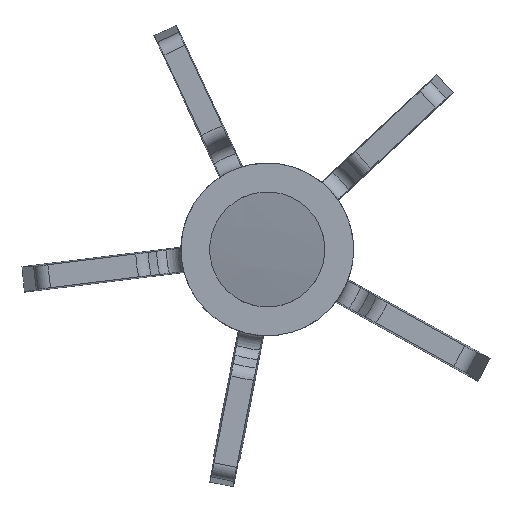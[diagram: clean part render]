
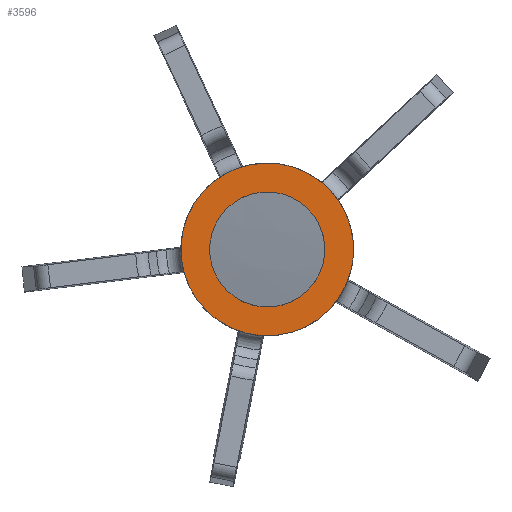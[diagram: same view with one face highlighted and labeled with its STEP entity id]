
A CAD part, front view. The second image highlights one B-rep face of the part: STEP entity #3596.
In plain terms, the highlighted planar face has unit normal (0, -1, 0).
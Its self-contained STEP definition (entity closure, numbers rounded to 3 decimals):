
#3596 = ADVANCED_FACE('',(#3597,#3638),#3612,.T.);
#3597 = FACE_BOUND('',#3598,.T.);
#3598 = EDGE_LOOP('',(#3599,#3623));
#3599 = ORIENTED_EDGE('',*,*,#3600,.T.);
#3600 = EDGE_CURVE('',#3601,#3603,#3605,.T.);
#3601 = VERTEX_POINT('',#3602);
#3602 = CARTESIAN_POINT('',(1326.346,-755.457,
    1500.342));
#3603 = VERTEX_POINT('',#3604);
#3604 = CARTESIAN_POINT('',(1320.736,-755.457,
    1498.271));
#3605 = SURFACE_CURVE('',#3606,(#3611),.PCURVE_S1.);
#3606 = CIRCLE('',#3607,3.);
#3607 = AXIS2_PLACEMENT_3D('',#3608,#3609,#3610);
#3608 = CARTESIAN_POINT('',(1323.627,-755.457,
    1499.074));
#3609 = DIRECTION('',(0.,-1.,0.));
#3610 = DIRECTION('',(0.906,0.,0.423));
#3611 = PCURVE('',#3612,#3617);
#3612 = PLANE('',#3613);
#3613 = AXIS2_PLACEMENT_3D('',#3614,#3615,#3616);
#3614 = CARTESIAN_POINT('',(1323.627,-755.457,
    1499.074));
#3615 = DIRECTION('',(0.,-1.,0.));
#3616 = DIRECTION('',(0.906,0.,0.423));
#3617 = DEFINITIONAL_REPRESENTATION('',(#3618),#3622);
#3618 = CIRCLE('',#3619,3.);
#3619 = AXIS2_PLACEMENT_2D('',#3620,#3621);
#3620 = CARTESIAN_POINT('',(0.,0.));
#3621 = DIRECTION('',(1.,0.));
#3622 = ( GEOMETRIC_REPRESENTATION_CONTEXT(2) 
PARAMETRIC_REPRESENTATION_CONTEXT() REPRESENTATION_CONTEXT('2D SPACE',''
  ) );
#3623 = ORIENTED_EDGE('',*,*,#3624,.T.);
#3624 = EDGE_CURVE('',#3603,#3601,#3625,.T.);
#3625 = SURFACE_CURVE('',#3626,(#3631),.PCURVE_S1.);
#3626 = CIRCLE('',#3627,3.);
#3627 = AXIS2_PLACEMENT_3D('',#3628,#3629,#3630);
#3628 = CARTESIAN_POINT('',(1323.627,-755.457,
    1499.074));
#3629 = DIRECTION('',(0.,-1.,0.));
#3630 = DIRECTION('',(0.906,0.,0.423));
#3631 = PCURVE('',#3612,#3632);
#3632 = DEFINITIONAL_REPRESENTATION('',(#3633),#3637);
#3633 = CIRCLE('',#3634,3.);
#3634 = AXIS2_PLACEMENT_2D('',#3635,#3636);
#3635 = CARTESIAN_POINT('',(0.,0.));
#3636 = DIRECTION('',(1.,0.));
#3637 = ( GEOMETRIC_REPRESENTATION_CONTEXT(2) 
PARAMETRIC_REPRESENTATION_CONTEXT() REPRESENTATION_CONTEXT('2D SPACE',''
  ) );
#3638 = FACE_BOUND('',#3639,.T.);
#3639 = EDGE_LOOP('',(#3640,#3659));
#3640 = ORIENTED_EDGE('',*,*,#3641,.F.);
#3641 = EDGE_CURVE('',#3642,#3644,#3646,.T.);
#3642 = VERTEX_POINT('',#3643);
#3643 = CARTESIAN_POINT('',(1325.439,-755.457,
    1499.919));
#3644 = VERTEX_POINT('',#3645);
#3645 = CARTESIAN_POINT('',(1321.814,-755.457,
    1498.228));
#3646 = SURFACE_CURVE('',#3647,(#3652),.PCURVE_S1.);
#3647 = CIRCLE('',#3648,2.);
#3648 = AXIS2_PLACEMENT_3D('',#3649,#3650,#3651);
#3649 = CARTESIAN_POINT('',(1323.627,-755.457,
    1499.074));
#3650 = DIRECTION('',(0.,-1.,0.));
#3651 = DIRECTION('',(0.906,0.,0.423));
#3652 = PCURVE('',#3612,#3653);
#3653 = DEFINITIONAL_REPRESENTATION('',(#3654),#3658);
#3654 = CIRCLE('',#3655,2.);
#3655 = AXIS2_PLACEMENT_2D('',#3656,#3657);
#3656 = CARTESIAN_POINT('',(0.,0.));
#3657 = DIRECTION('',(1.,0.));
#3658 = ( GEOMETRIC_REPRESENTATION_CONTEXT(2) 
PARAMETRIC_REPRESENTATION_CONTEXT() REPRESENTATION_CONTEXT('2D SPACE',''
  ) );
#3659 = ORIENTED_EDGE('',*,*,#3660,.F.);
#3660 = EDGE_CURVE('',#3644,#3642,#3661,.T.);
#3661 = SURFACE_CURVE('',#3662,(#3667),.PCURVE_S1.);
#3662 = CIRCLE('',#3663,2.);
#3663 = AXIS2_PLACEMENT_3D('',#3664,#3665,#3666);
#3664 = CARTESIAN_POINT('',(1323.627,-755.457,
    1499.074));
#3665 = DIRECTION('',(0.,-1.,0.));
#3666 = DIRECTION('',(0.906,0.,0.423));
#3667 = PCURVE('',#3612,#3668);
#3668 = DEFINITIONAL_REPRESENTATION('',(#3669),#3673);
#3669 = CIRCLE('',#3670,2.);
#3670 = AXIS2_PLACEMENT_2D('',#3671,#3672);
#3671 = CARTESIAN_POINT('',(0.,0.));
#3672 = DIRECTION('',(1.,0.));
#3673 = ( GEOMETRIC_REPRESENTATION_CONTEXT(2) 
PARAMETRIC_REPRESENTATION_CONTEXT() REPRESENTATION_CONTEXT('2D SPACE',''
  ) );
